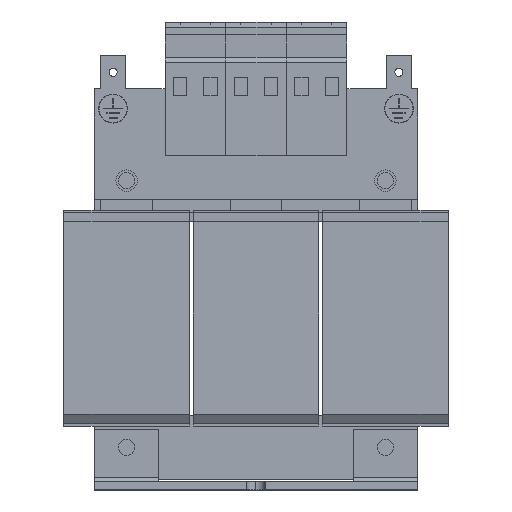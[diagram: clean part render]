
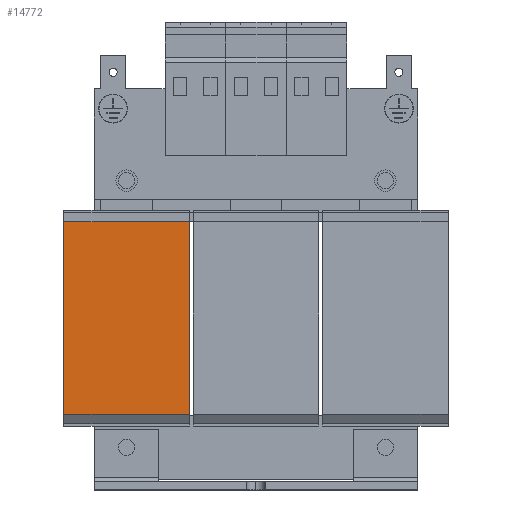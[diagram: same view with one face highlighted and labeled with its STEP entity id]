
A CAD part, top view. The second image highlights one B-rep face of the part: STEP entity #14772.
In plain terms, the highlighted planar face has unit normal (0, 0, 1).
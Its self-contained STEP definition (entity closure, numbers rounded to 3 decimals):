
#788 = DIRECTION ( 'NONE',  ( 0., -1., 0. ) ) ;
#1589 = ORIENTED_EDGE ( 'NONE', *, *, #15436, .F. ) ;
#1857 = EDGE_CURVE ( 'Defeature ausgef�hrt1_259+Defeature ausgef�hrt1_260+Defeature ausgef�hrt1_248+Defeature ausgef�hrt1_247', #14295, #4914, #11899, .T. ) ;
#1867 = PLANE ( 'NONE',  #12164 ) ;
#1974 = DIRECTION ( 'NONE',  ( 0., 1., 0. ) ) ;
#2260 = DIRECTION ( 'NONE',  ( -1., 0., 0. ) ) ;
#3421 = CARTESIAN_POINT ( 'NONE',  ( -16.5, -24.8, 18.35 ) ) ;
#3453 = EDGE_CURVE ( 'Defeature ausgef�hrt1_260+Defeature ausgef�hrt1_261+Defeature ausgef�hrt1_248+Defeature ausgef�hrt1_247', #4424, #7396, #3863, .T. ) ;
#3601 = CARTESIAN_POINT ( 'NONE',  ( -47.5, 22.8, 18.35 ) ) ;
#3863 = LINE ( 'NONE', #5141, #15619 ) ;
#4357 = LINE ( 'NONE', #11872, #12361 ) ;
#4424 = VERTEX_POINT ( 'NONE', #6789 ) ;
#4914 = VERTEX_POINT ( 'NONE', #7390 ) ;
#5141 = CARTESIAN_POINT ( 'NONE',  ( -16.5, 22.8, 18.35 ) ) ;
#5261 = EDGE_CURVE ( 'Defeature ausgef�hrt1_260+Defeature ausgef�hrt1_247+Defeature ausgef�hrt1_261+Defeature ausgef�hrt1_259', #7396, #4914, #14016, .T. ) ;
#5405 = VECTOR ( 'NONE', #2260, 1000. ) ;
#6305 = ORIENTED_EDGE ( 'NONE', *, *, #1857, .F. ) ;
#6397 = DIRECTION ( 'NONE',  ( -1., 0., 0. ) ) ;
#6789 = CARTESIAN_POINT ( 'NONE',  ( -16.5, 22.8, 18.35 ) ) ;
#6976 = DIRECTION ( 'NONE',  ( 0., 0., -1. ) ) ;
#6988 = DIRECTION ( 'NONE',  ( 0., -1., 0. ) ) ;
#7044 = CARTESIAN_POINT ( 'NONE',  ( -47.5, -24.8, 18.35 ) ) ;
#7390 = CARTESIAN_POINT ( 'NONE',  ( -47.5, -24.8, 18.35 ) ) ;
#7396 = VERTEX_POINT ( 'NONE', #3601 ) ;
#7933 = EDGE_LOOP ( 'NONE', ( #14289, #6305, #1589, #12911 ) ) ;
#8371 = CARTESIAN_POINT ( 'NONE',  ( -16.5, -24.8, 18.35 ) ) ;
#11575 = CARTESIAN_POINT ( 'NONE',  ( -16.5, -24.8, 18.35 ) ) ;
#11872 = CARTESIAN_POINT ( 'NONE',  ( -16.5, -24.8, 18.35 ) ) ;
#11899 = LINE ( 'NONE', #8371, #5405 ) ;
#12164 = AXIS2_PLACEMENT_3D ( 'NONE', #11575, #6976, #1974 ) ;
#12361 = VECTOR ( 'NONE', #788, 1000. ) ;
#12911 = ORIENTED_EDGE ( 'NONE', *, *, #3453, .T. ) ;
#13469 = VECTOR ( 'NONE', #6988, 1000. ) ;
#14016 = LINE ( 'NONE', #7044, #13469 ) ;
#14289 = ORIENTED_EDGE ( 'NONE', *, *, #5261, .T. ) ;
#14295 = VERTEX_POINT ( 'NONE', #3421 ) ;
#14772 = ADVANCED_FACE ( 'Defeature ausgef�hrt1_260', ( #15027 ), #1867, .F. ) ;
#15027 = FACE_OUTER_BOUND ( 'NONE', #7933, .T. ) ;
#15436 = EDGE_CURVE ( 'Defeature ausgef�hrt1_248+Defeature ausgef�hrt1_260+Defeature ausgef�hrt1_261+Defeature ausgef�hrt1_259', #4424, #14295, #4357, .T. ) ;
#15619 = VECTOR ( 'NONE', #6397, 1000. ) ;
